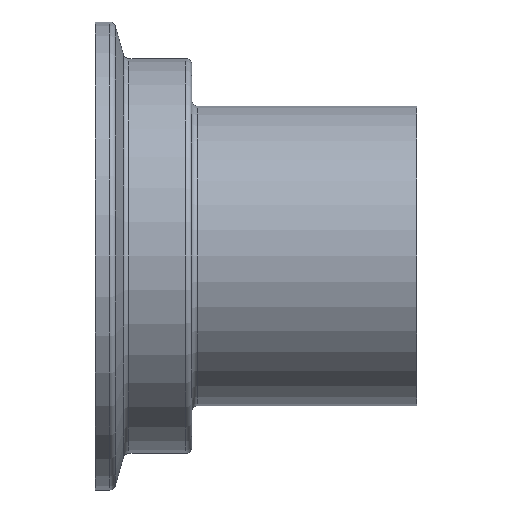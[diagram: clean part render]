
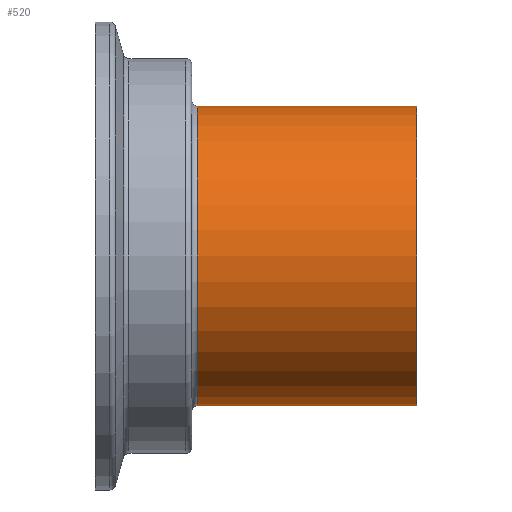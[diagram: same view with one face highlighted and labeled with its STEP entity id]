
A CAD part, front view. The second image highlights one B-rep face of the part: STEP entity #520.
In plain terms, the highlighted cylindrical face has radius 20.5 mm (diameter 41 mm), a partial arc.
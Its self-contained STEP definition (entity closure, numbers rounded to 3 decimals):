
#15 = DIRECTION ( 'NONE',  ( 0., 0., 1. ) ) ;
#26 = DIRECTION ( 'NONE',  ( -1., 0., 0. ) ) ;
#36 = DIRECTION ( 'NONE',  ( 0., 0., 1. ) ) ;
#52 = ORIENTED_EDGE ( 'NONE', *, *, #359, .F. ) ;
#117 = AXIS2_PLACEMENT_3D ( 'NONE', #398, #642, #356 ) ;
#144 = CARTESIAN_POINT ( 'NONE',  ( 33.62, 5.365, 0. ) ) ;
#160 = CARTESIAN_POINT ( 'NONE',  ( -172.678, 5.365, -20.5 ) ) ;
#163 = EDGE_CURVE ( 'NONE', #194, #730, #663, .T. ) ;
#171 = DIRECTION ( 'NONE',  ( -1., 0., 0. ) ) ;
#194 = VERTEX_POINT ( 'NONE', #457 ) ;
#209 = LINE ( 'NONE', #698, #325 ) ;
#236 = EDGE_CURVE ( 'NONE', #366, #667, #511, .T. ) ;
#279 = DIRECTION ( 'NONE',  ( -1., 0., 0. ) ) ;
#287 = VECTOR ( 'NONE', #350, 1000. ) ;
#289 = EDGE_LOOP ( 'NONE', ( #52, #643, #373, #715 ) ) ;
#299 = EDGE_CURVE ( 'NONE', #667, #730, #209, .T. ) ;
#322 = CARTESIAN_POINT ( 'NONE',  ( 3.62, 5.365, 0. ) ) ;
#325 = VECTOR ( 'NONE', #279, 1000. ) ;
#350 = DIRECTION ( 'NONE',  ( -1., 0., 0. ) ) ;
#356 = DIRECTION ( 'NONE',  ( 0., 0., 1. ) ) ;
#359 = EDGE_CURVE ( 'NONE', #366, #194, #525, .T. ) ;
#364 = CARTESIAN_POINT ( 'NONE',  ( 3.62, 5.365, 20.5 ) ) ;
#366 = VERTEX_POINT ( 'NONE', #386 ) ;
#373 = ORIENTED_EDGE ( 'NONE', *, *, #299, .T. ) ;
#386 = CARTESIAN_POINT ( 'NONE',  ( 33.62, 5.365, -20.5 ) ) ;
#398 = CARTESIAN_POINT ( 'NONE',  ( -172.678, 5.365, 0. ) ) ;
#457 = CARTESIAN_POINT ( 'NONE',  ( 3.62, 5.365, -20.5 ) ) ;
#511 = CIRCLE ( 'NONE', #613, 20.5 ) ;
#520 = ADVANCED_FACE ( 'NONE', ( #778 ), #704, .T. ) ;
#525 = LINE ( 'NONE', #160, #287 ) ;
#589 = AXIS2_PLACEMENT_3D ( 'NONE', #322, #171, #15 ) ;
#613 = AXIS2_PLACEMENT_3D ( 'NONE', #144, #26, #36 ) ;
#641 = CARTESIAN_POINT ( 'NONE',  ( 33.62, 5.365, 20.5 ) ) ;
#642 = DIRECTION ( 'NONE',  ( -1., 0., 0. ) ) ;
#643 = ORIENTED_EDGE ( 'NONE', *, *, #236, .T. ) ;
#663 = CIRCLE ( 'NONE', #589, 20.5 ) ;
#667 = VERTEX_POINT ( 'NONE', #641 ) ;
#698 = CARTESIAN_POINT ( 'NONE',  ( -172.678, 5.365, 20.5 ) ) ;
#704 = CYLINDRICAL_SURFACE ( 'NONE', #117, 20.5 ) ;
#715 = ORIENTED_EDGE ( 'NONE', *, *, #163, .F. ) ;
#730 = VERTEX_POINT ( 'NONE', #364 ) ;
#778 = FACE_OUTER_BOUND ( 'NONE', #289, .T. ) ;
